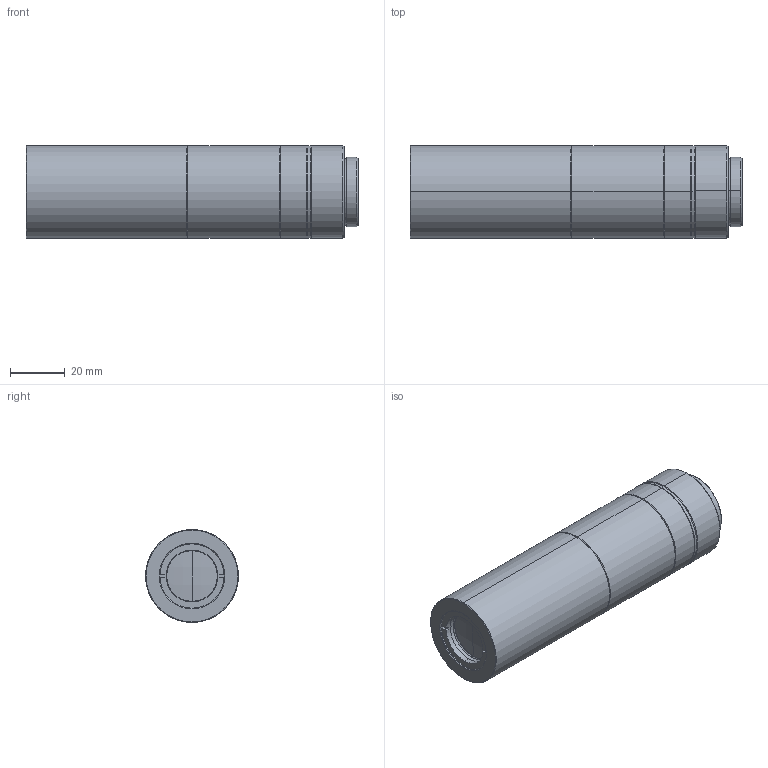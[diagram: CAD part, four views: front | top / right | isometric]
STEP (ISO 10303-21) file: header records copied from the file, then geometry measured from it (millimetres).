
FILE_DESCRIPTION (( 'STEP AP214' ), '1' );
FILE_NAME ('TTL16-11.5-25C.STEP', '2023-05-12T07:48:27', ( '' ), ( '' ), 'SwSTEP 2.0', 'SolidWorks 2022', '' );
FILE_SCHEMA (( 'AUTOMOTIVE_DESIGN' ));
Length unit declared in the file: millimetre
Products named in the file (1): TTL16-11.5-25C
Bounding box: 121.51 x 34 x 34 mm (x, y, z)
Volume: 78737.1 mm3; surface area: 38120.8 mm2
Topology: 19 solids, 19 shells, 292 faces, 611 edges, 381 vertices
Faces by surface type: cylinder 116, cone 77, plane 70, bspline 29
Entity records: 12188 total; most frequent: CARTESIAN_POINT 2302, DIRECTION 1487, ORIENTED_EDGE 1222, AXIS2_PLACEMENT_3D 634, EDGE_CURVE 611, VERTEX_POINT 381, CIRCLE 370, EDGE_LOOP 346
